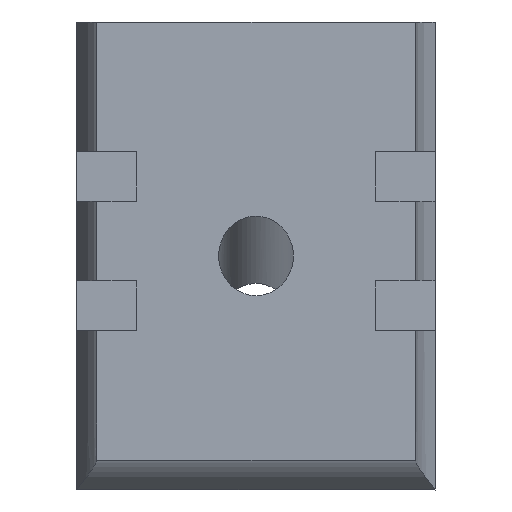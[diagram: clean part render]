
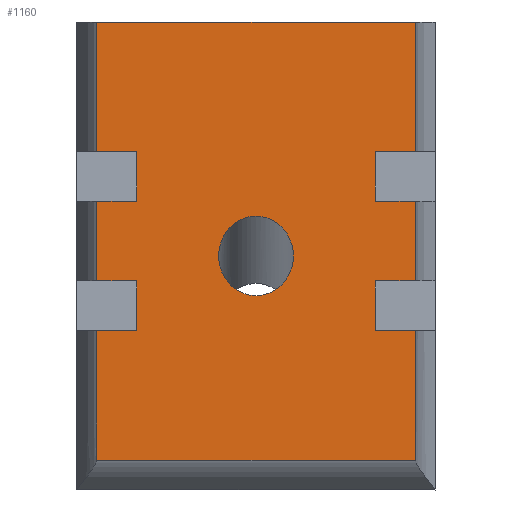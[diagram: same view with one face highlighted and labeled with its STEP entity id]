
A CAD part, front view. The second image highlights one B-rep face of the part: STEP entity #1160.
In plain terms, the highlighted planar face has unit normal (0, -1, 0).
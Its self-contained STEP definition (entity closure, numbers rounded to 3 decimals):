
#19=ELLIPSE('',#1246,0.399,0.375);
#38=FACE_BOUND('',#174,.T.);
#45=PLANE('',#1245);
#102=FACE_OUTER_BOUND('',#173,.T.);
#173=EDGE_LOOP('',(#868,#869,#870,#871,#872,#873,#874,#875,#876,#877,#878,
#879,#880,#881,#882,#883,#884,#885,#886,#887));
#174=EDGE_LOOP('',(#888));
#270=LINE('',#1746,#413);
#273=LINE('',#1754,#416);
#274=LINE('',#1756,#417);
#275=LINE('',#1758,#418);
#276=LINE('',#1760,#419);
#277=LINE('',#1762,#420);
#278=LINE('',#1764,#421);
#279=LINE('',#1766,#422);
#280=LINE('',#1768,#423);
#281=LINE('',#1770,#424);
#282=LINE('',#1772,#425);
#283=LINE('',#1774,#426);
#284=LINE('',#1776,#427);
#285=LINE('',#1778,#428);
#286=LINE('',#1780,#429);
#287=LINE('',#1782,#430);
#288=LINE('',#1784,#431);
#289=LINE('',#1786,#432);
#290=LINE('',#1788,#433);
#291=LINE('',#1789,#434);
#413=VECTOR('',#1367,10.);
#416=VECTOR('',#1374,10.);
#417=VECTOR('',#1375,10.);
#418=VECTOR('',#1376,10.);
#419=VECTOR('',#1377,10.);
#420=VECTOR('',#1378,10.);
#421=VECTOR('',#1379,10.);
#422=VECTOR('',#1380,10.);
#423=VECTOR('',#1381,10.);
#424=VECTOR('',#1382,10.);
#425=VECTOR('',#1383,10.);
#426=VECTOR('',#1384,10.);
#427=VECTOR('',#1385,10.);
#428=VECTOR('',#1386,10.);
#429=VECTOR('',#1387,10.);
#430=VECTOR('',#1388,10.);
#431=VECTOR('',#1389,10.);
#432=VECTOR('',#1390,10.);
#433=VECTOR('',#1391,10.);
#434=VECTOR('',#1392,10.);
#567=VERTEX_POINT('',#1743);
#568=VERTEX_POINT('',#1745);
#571=VERTEX_POINT('',#1753);
#572=VERTEX_POINT('',#1755);
#573=VERTEX_POINT('',#1757);
#574=VERTEX_POINT('',#1759);
#575=VERTEX_POINT('',#1761);
#576=VERTEX_POINT('',#1763);
#577=VERTEX_POINT('',#1765);
#578=VERTEX_POINT('',#1767);
#579=VERTEX_POINT('',#1769);
#580=VERTEX_POINT('',#1771);
#581=VERTEX_POINT('',#1773);
#582=VERTEX_POINT('',#1775);
#583=VERTEX_POINT('',#1777);
#584=VERTEX_POINT('',#1779);
#585=VERTEX_POINT('',#1781);
#586=VERTEX_POINT('',#1783);
#587=VERTEX_POINT('',#1785);
#588=VERTEX_POINT('',#1787);
#589=VERTEX_POINT('',#1790);
#683=EDGE_CURVE('',#568,#567,#270,.T.);
#687=EDGE_CURVE('',#567,#571,#273,.T.);
#688=EDGE_CURVE('',#571,#572,#274,.T.);
#689=EDGE_CURVE('',#572,#573,#275,.T.);
#690=EDGE_CURVE('',#573,#574,#276,.T.);
#691=EDGE_CURVE('',#574,#575,#277,.T.);
#692=EDGE_CURVE('',#575,#576,#278,.T.);
#693=EDGE_CURVE('',#576,#577,#279,.T.);
#694=EDGE_CURVE('',#577,#578,#280,.T.);
#695=EDGE_CURVE('',#578,#579,#281,.T.);
#696=EDGE_CURVE('',#579,#580,#282,.T.);
#697=EDGE_CURVE('',#580,#581,#283,.T.);
#698=EDGE_CURVE('',#581,#582,#284,.T.);
#699=EDGE_CURVE('',#582,#583,#285,.T.);
#700=EDGE_CURVE('',#583,#584,#286,.T.);
#701=EDGE_CURVE('',#584,#585,#287,.T.);
#702=EDGE_CURVE('',#585,#586,#288,.T.);
#703=EDGE_CURVE('',#586,#587,#289,.T.);
#704=EDGE_CURVE('',#587,#588,#290,.T.);
#705=EDGE_CURVE('',#588,#568,#291,.T.);
#706=EDGE_CURVE('',#589,#589,#19,.T.);
#868=ORIENTED_EDGE('',*,*,#683,.T.);
#869=ORIENTED_EDGE('',*,*,#687,.T.);
#870=ORIENTED_EDGE('',*,*,#688,.T.);
#871=ORIENTED_EDGE('',*,*,#689,.T.);
#872=ORIENTED_EDGE('',*,*,#690,.T.);
#873=ORIENTED_EDGE('',*,*,#691,.T.);
#874=ORIENTED_EDGE('',*,*,#692,.T.);
#875=ORIENTED_EDGE('',*,*,#693,.T.);
#876=ORIENTED_EDGE('',*,*,#694,.T.);
#877=ORIENTED_EDGE('',*,*,#695,.T.);
#878=ORIENTED_EDGE('',*,*,#696,.T.);
#879=ORIENTED_EDGE('',*,*,#697,.T.);
#880=ORIENTED_EDGE('',*,*,#698,.T.);
#881=ORIENTED_EDGE('',*,*,#699,.T.);
#882=ORIENTED_EDGE('',*,*,#700,.T.);
#883=ORIENTED_EDGE('',*,*,#701,.T.);
#884=ORIENTED_EDGE('',*,*,#702,.T.);
#885=ORIENTED_EDGE('',*,*,#703,.T.);
#886=ORIENTED_EDGE('',*,*,#704,.T.);
#887=ORIENTED_EDGE('',*,*,#705,.T.);
#888=ORIENTED_EDGE('',*,*,#706,.T.);
#1160=ADVANCED_FACE('',(#102,#38),#45,.T.);
#1245=AXIS2_PLACEMENT_3D('',#1752,#1372,#1373);
#1246=AXIS2_PLACEMENT_3D('',#1791,#1393,#1394);
#1367=DIRECTION('',(-1.,0.,0.));
#1372=DIRECTION('center_axis',(0.,-1.,0.));
#1373=DIRECTION('ref_axis',(0.,0.,-1.));
#1374=DIRECTION('',(0.,0.,-1.));
#1375=DIRECTION('',(1.,0.,0.));
#1376=DIRECTION('',(0.,0.,-1.));
#1377=DIRECTION('',(-1.,0.,0.));
#1378=DIRECTION('',(0.,0.,-1.));
#1379=DIRECTION('',(1.,0.,0.));
#1380=DIRECTION('',(0.,0.,-1.));
#1381=DIRECTION('',(-1.,0.,0.));
#1382=DIRECTION('',(0.,0.,-1.));
#1383=DIRECTION('',(1.,0.,0.));
#1384=DIRECTION('',(0.,0.,1.));
#1385=DIRECTION('',(-1.,0.,0.));
#1386=DIRECTION('',(0.,0.,1.));
#1387=DIRECTION('',(1.,0.,0.));
#1388=DIRECTION('',(0.,0.,1.));
#1389=DIRECTION('',(-1.,0.,0.));
#1390=DIRECTION('',(0.,0.,1.));
#1391=DIRECTION('',(1.,0.,0.));
#1392=DIRECTION('',(0.,0.,1.));
#1393=DIRECTION('center_axis',(0.,1.,0.));
#1394=DIRECTION('ref_axis',(0.,0.,-1.));
#1743=CARTESIAN_POINT('',(0.05,-2.,4.1));
#1745=CARTESIAN_POINT('',(3.25,-2.,4.1));
#1746=CARTESIAN_POINT('',(2.45,-2.,4.1));
#1752=CARTESIAN_POINT('Origin',(1.65,-2.,1.925));
#1753=CARTESIAN_POINT('',(0.05,-2.,2.8));
#1754=CARTESIAN_POINT('',(0.05,-2.,4.25));
#1755=CARTESIAN_POINT('',(0.45,-2.,2.8));
#1756=CARTESIAN_POINT('',(0.85,-2.,2.8));
#1757=CARTESIAN_POINT('',(0.45,-2.,2.3));
#1758=CARTESIAN_POINT('',(0.45,-2.,2.237));
#1759=CARTESIAN_POINT('',(0.05,-2.,2.3));
#1760=CARTESIAN_POINT('',(0.85,-2.,2.3));
#1761=CARTESIAN_POINT('',(0.05,-2.,1.5));
#1762=CARTESIAN_POINT('',(0.05,-2.,4.25));
#1763=CARTESIAN_POINT('',(0.45,-2.,1.5));
#1764=CARTESIAN_POINT('',(0.85,-2.,1.5));
#1765=CARTESIAN_POINT('',(0.45,-2.,1.));
#1766=CARTESIAN_POINT('',(0.45,-2.,1.588));
#1767=CARTESIAN_POINT('',(0.05,-2.,1.));
#1768=CARTESIAN_POINT('',(0.85,-2.,1.));
#1769=CARTESIAN_POINT('',(0.05,-2.,-0.3));
#1770=CARTESIAN_POINT('',(0.05,-2.,4.25));
#1771=CARTESIAN_POINT('',(3.25,-2.,-0.3));
#1772=CARTESIAN_POINT('',(3.25,-2.,-0.3));
#1773=CARTESIAN_POINT('',(3.25,-2.,1.));
#1774=CARTESIAN_POINT('',(3.25,-2.,4.25));
#1775=CARTESIAN_POINT('',(2.85,-2.,1.));
#1776=CARTESIAN_POINT('',(2.45,-2.,1.));
#1777=CARTESIAN_POINT('',(2.85,-2.,1.5));
#1778=CARTESIAN_POINT('',(2.85,-2.,1.588));
#1779=CARTESIAN_POINT('',(3.25,-2.,1.5));
#1780=CARTESIAN_POINT('',(2.45,-2.,1.5));
#1781=CARTESIAN_POINT('',(3.25,-2.,2.3));
#1782=CARTESIAN_POINT('',(3.25,-2.,4.25));
#1783=CARTESIAN_POINT('',(2.85,-2.,2.3));
#1784=CARTESIAN_POINT('',(2.45,-2.,2.3));
#1785=CARTESIAN_POINT('',(2.85,-2.,2.8));
#1786=CARTESIAN_POINT('',(2.85,-2.,2.237));
#1787=CARTESIAN_POINT('',(3.25,-2.,2.8));
#1788=CARTESIAN_POINT('',(2.45,-2.,2.8));
#1789=CARTESIAN_POINT('',(3.25,-2.,4.25));
#1790=CARTESIAN_POINT('',(1.65,-2.,2.15));
#1791=CARTESIAN_POINT('Origin',(1.65,-2.,1.751));
